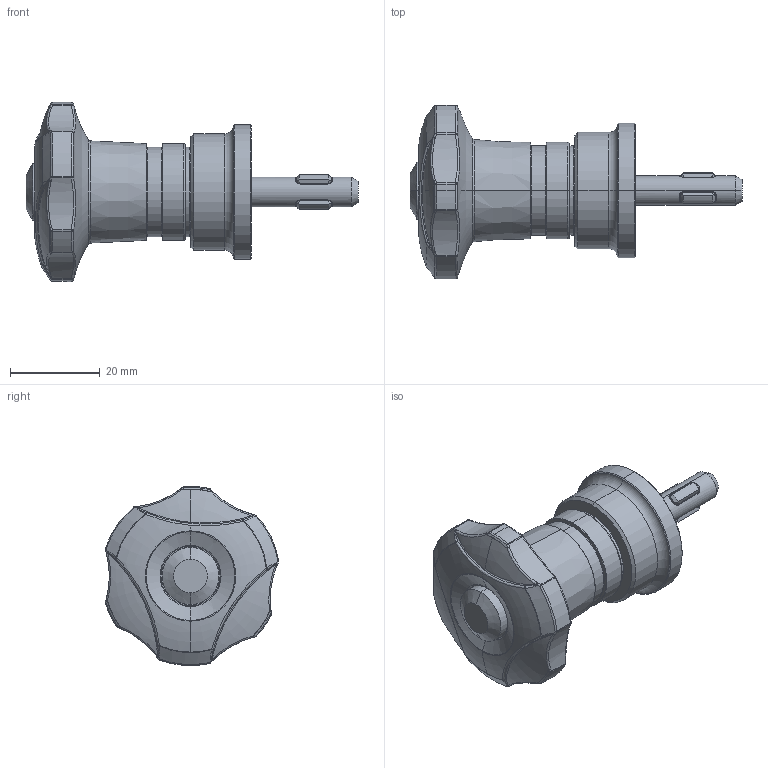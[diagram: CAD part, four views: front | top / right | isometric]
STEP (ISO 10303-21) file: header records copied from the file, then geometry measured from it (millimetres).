
FILE_DESCRIPTION (( 'STEP AP214' ), '1' );
FILE_NAME ('22356.0102.STEP', '2022-10-10T09:45:57', ( '' ), ( '' ), 'SwSTEP 2.0', 'SolidWorks 2021', '' );
FILE_SCHEMA (( 'AUTOMOTIVE_DESIGN' ));
Length unit declared in the file: millimetre
Products named in the file (1): 22356.0102
Bounding box: 74.15 x 38.76 x 40 mm (x, y, z)
Volume: 28400.3 mm3; surface area: 7277 mm2
Topology: 1 solids, 1 shells, 354 faces, 820 edges, 477 vertices
Faces by surface type: cylinder 89, plane 73, bspline 54, sphere 50, torus 47, cone 41
Entity records: 17636 total; most frequent: CARTESIAN_POINT 6236, ORIENTED_EDGE 1640, DIRECTION 1549, EDGE_CURVE 820, AXIS2_PLACEMENT_3D 668, VERTEX_POINT 477, CIRCLE 367, EDGE_LOOP 363
